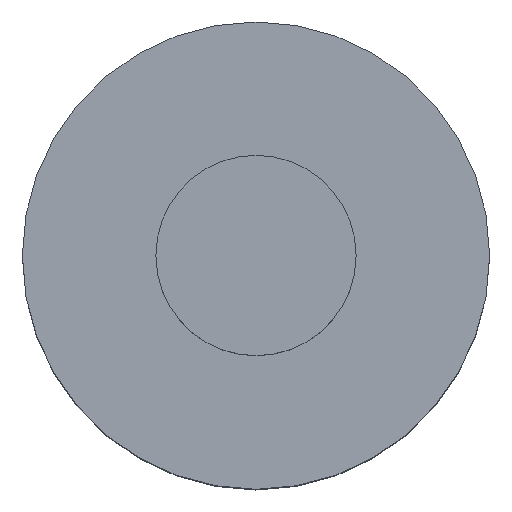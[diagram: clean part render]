
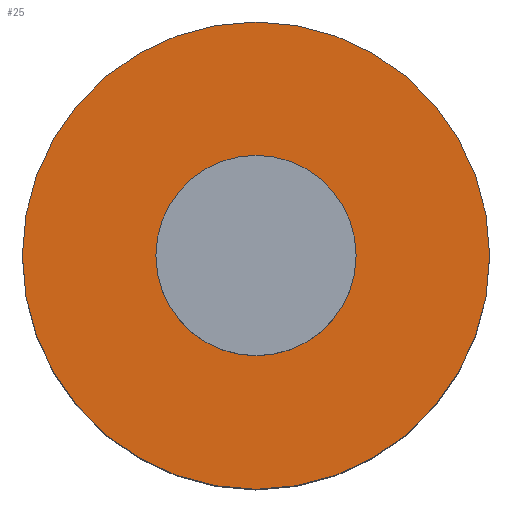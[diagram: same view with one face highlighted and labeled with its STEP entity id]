
A CAD part, top view. The second image highlights one B-rep face of the part: STEP entity #25.
In plain terms, the highlighted planar face has unit normal (0, 0, 1).
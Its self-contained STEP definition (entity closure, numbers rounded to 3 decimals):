
#19 = AXIS2_PLACEMENT_3D ( 'NONE', #203, #534, #42 ) ;
#21 = VERTEX_POINT ( 'NONE', #242 ) ;
#25 = ADVANCED_FACE ( 'NONE', ( #314, #450 ), #318, .T. ) ;
#42 = DIRECTION ( 'NONE',  ( 1., 0., 0. ) ) ;
#62 = VERTEX_POINT ( 'NONE', #449 ) ;
#65 = ORIENTED_EDGE ( 'NONE', *, *, #248, .F. ) ;
#97 = EDGE_CURVE ( 'NONE', #474, #456, #402, .T. ) ;
#101 = CARTESIAN_POINT ( 'NONE',  ( 3., 0., 12. ) ) ;
#111 = DIRECTION ( 'NONE',  ( 0., 0., 1. ) ) ;
#127 = AXIS2_PLACEMENT_3D ( 'NONE', #283, #240, #193 ) ;
#132 = ORIENTED_EDGE ( 'NONE', *, *, #141, .T. ) ;
#134 = DIRECTION ( 'NONE',  ( 1., 0., 0. ) ) ;
#141 = EDGE_CURVE ( 'NONE', #21, #62, #200, .T. ) ;
#161 = DIRECTION ( 'NONE',  ( 0., 0., 1. ) ) ;
#193 = DIRECTION ( 'NONE',  ( 1., 0., 0. ) ) ;
#200 = CIRCLE ( 'NONE', #504, 7. ) ;
#203 = CARTESIAN_POINT ( 'NONE',  ( 0., 0., 12. ) ) ;
#210 = DIRECTION ( 'NONE',  ( 1., 0., 0. ) ) ;
#236 = ORIENTED_EDGE ( 'NONE', *, *, #97, .F. ) ;
#240 = DIRECTION ( 'NONE',  ( 0., 0., 1. ) ) ;
#242 = CARTESIAN_POINT ( 'NONE',  ( -7., 0., 12. ) ) ;
#246 = CARTESIAN_POINT ( 'NONE',  ( 0., 0., 12. ) ) ;
#248 = EDGE_CURVE ( 'NONE', #456, #474, #470, .T. ) ;
#263 = EDGE_LOOP ( 'NONE', ( #132, #356 ) ) ;
#283 = CARTESIAN_POINT ( 'NONE',  ( 0., 0., 12. ) ) ;
#296 = EDGE_CURVE ( 'NONE', #62, #21, #447, .T. ) ;
#314 = FACE_BOUND ( 'NONE', #372, .T. ) ;
#318 = PLANE ( 'NONE',  #514 ) ;
#356 = ORIENTED_EDGE ( 'NONE', *, *, #296, .T. ) ;
#363 = CARTESIAN_POINT ( 'NONE',  ( 0., 0., 12. ) ) ;
#372 = EDGE_LOOP ( 'NONE', ( #236, #65 ) ) ;
#402 = CIRCLE ( 'NONE', #127, 3. ) ;
#431 = CARTESIAN_POINT ( 'NONE',  ( 0., 0., 12. ) ) ;
#442 = CARTESIAN_POINT ( 'NONE',  ( -3., 0., 12. ) ) ;
#447 = CIRCLE ( 'NONE', #499, 7. ) ;
#449 = CARTESIAN_POINT ( 'NONE',  ( 7., 0., 12. ) ) ;
#450 = FACE_OUTER_BOUND ( 'NONE', #263, .T. ) ;
#456 = VERTEX_POINT ( 'NONE', #101 ) ;
#470 = CIRCLE ( 'NONE', #19, 3. ) ;
#473 = DIRECTION ( 'NONE',  ( 0., 0., 1. ) ) ;
#474 = VERTEX_POINT ( 'NONE', #442 ) ;
#485 = DIRECTION ( 'NONE',  ( 1., 0., 0. ) ) ;
#499 = AXIS2_PLACEMENT_3D ( 'NONE', #431, #473, #134 ) ;
#504 = AXIS2_PLACEMENT_3D ( 'NONE', #246, #161, #210 ) ;
#514 = AXIS2_PLACEMENT_3D ( 'NONE', #363, #111, #485 ) ;
#534 = DIRECTION ( 'NONE',  ( 0., 0., 1. ) ) ;
